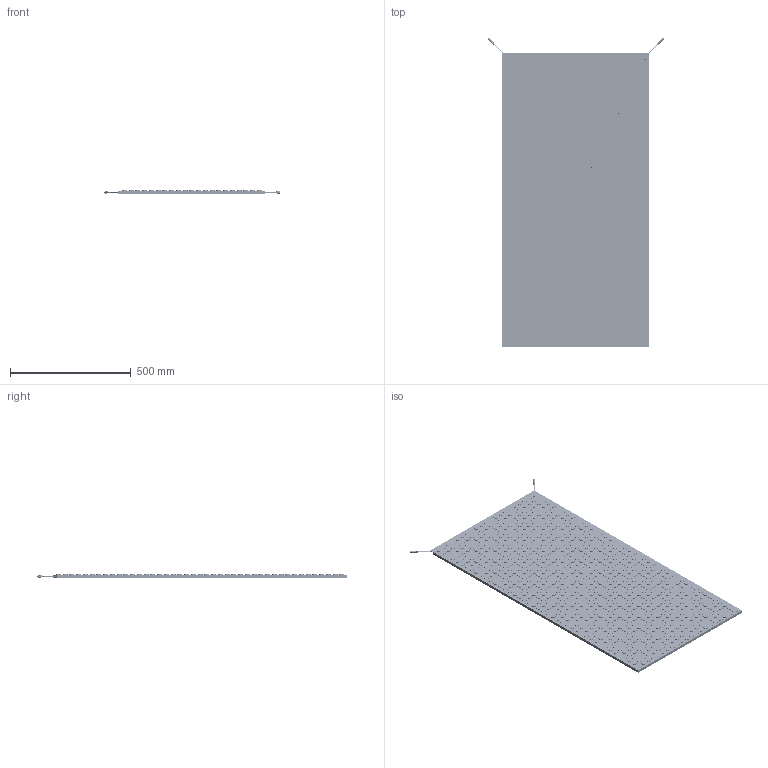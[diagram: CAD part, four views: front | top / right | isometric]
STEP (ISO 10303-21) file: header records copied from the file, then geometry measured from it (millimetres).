
FILE_DESCRIPTION (( 'STEP AP203' ), '1' );
FILE_NAME ('1602-5391_Default.step', '2022-02-03T14:47:09', ( 'Windows User' ), ( '' ), 'SwSTEP 2.0', 'SolidWorks 2021', '' );
FILE_SCHEMA (( 'CONFIG_CONTROL_DESIGN' ));
Length unit declared in the file: inch
Products named in the file (1): 1602-5391_Default
Bounding box: 734.16 x 1282.05 x 14 mm (x, y, z)
Volume: 9487640.1 mm3; surface area: 1649063.2 mm2
Topology: 20 solids, 20 shells, 3093 faces, 6343 edges, 4180 vertices
Faces by surface type: cylinder 1924, plane 1031, cone 92, bspline 46
Entity records: 84759 total; most frequent: DIRECTION 16458, CARTESIAN_POINT 15184, ORIENTED_EDGE 12662, AXIS2_PLACEMENT_3D 7147, EDGE_CURVE 6331, VERTEX_POINT 4180, CIRCLE 4099, EDGE_LOOP 4037
